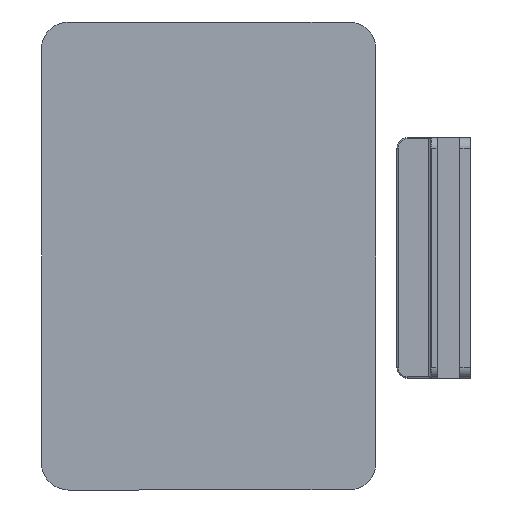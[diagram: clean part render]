
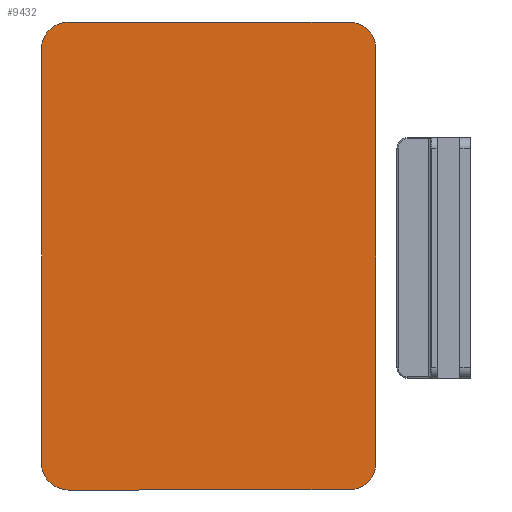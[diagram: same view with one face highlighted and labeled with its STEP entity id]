
A CAD part, left-side view. The second image highlights one B-rep face of the part: STEP entity #9432.
In plain terms, the highlighted face is planar.
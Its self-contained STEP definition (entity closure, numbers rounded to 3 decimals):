
#1082=FACE_OUTER_BOUND('',#1747,.T.);
#1747=EDGE_LOOP('',(#8390,#8391,#8392,#8393,#8394,#8395,#8396,#8397));
#2537=LINE('',#16092,#3362);
#2542=LINE('',#16106,#3367);
#2546=LINE('',#16118,#3371);
#2550=LINE('',#16130,#3375);
#3362=VECTOR('',#13303,10.);
#3367=VECTOR('',#13316,10.);
#3371=VECTOR('',#13328,10.);
#3375=VECTOR('',#13340,10.);
#3888=CIRCLE('',#10548,20.);
#3890=CIRCLE('',#10552,20.);
#3892=CIRCLE('',#10556,20.);
#3894=CIRCLE('',#10560,20.);
#4625=VERTEX_POINT('',#16090);
#4626=VERTEX_POINT('',#16091);
#4629=VERTEX_POINT('',#16099);
#4631=VERTEX_POINT('',#16105);
#4633=VERTEX_POINT('',#16111);
#4635=VERTEX_POINT('',#16117);
#4637=VERTEX_POINT('',#16123);
#4639=VERTEX_POINT('',#16129);
#5883=EDGE_CURVE('',#4625,#4626,#2537,.T.);
#5887=EDGE_CURVE('',#4629,#4626,#3888,.T.);
#5890=EDGE_CURVE('',#4629,#4631,#2542,.T.);
#5893=EDGE_CURVE('',#4633,#4631,#3890,.T.);
#5896=EDGE_CURVE('',#4633,#4635,#2546,.T.);
#5899=EDGE_CURVE('',#4637,#4635,#3892,.T.);
#5902=EDGE_CURVE('',#4637,#4639,#2550,.T.);
#5905=EDGE_CURVE('',#4625,#4639,#3894,.T.);
#8390=ORIENTED_EDGE('',*,*,#5905,.F.);
#8391=ORIENTED_EDGE('',*,*,#5883,.T.);
#8392=ORIENTED_EDGE('',*,*,#5887,.F.);
#8393=ORIENTED_EDGE('',*,*,#5890,.T.);
#8394=ORIENTED_EDGE('',*,*,#5893,.F.);
#8395=ORIENTED_EDGE('',*,*,#5896,.T.);
#8396=ORIENTED_EDGE('',*,*,#5899,.F.);
#8397=ORIENTED_EDGE('',*,*,#5902,.T.);
#8881=PLANE('',#10563);
#9432=ADVANCED_FACE('',(#1082),#8881,.F.);
#10548=AXIS2_PLACEMENT_3D('',#16100,#13309,#13310);
#10552=AXIS2_PLACEMENT_3D('',#16112,#13321,#13322);
#10556=AXIS2_PLACEMENT_3D('',#16124,#13333,#13334);
#10560=AXIS2_PLACEMENT_3D('',#16135,#13345,#13346);
#10563=AXIS2_PLACEMENT_3D('',#16138,#13351,#13352);
#13303=DIRECTION('',(-1.,0.,0.));
#13309=DIRECTION('center_axis',(0.,1.,0.));
#13310=DIRECTION('ref_axis',(-1.,0.,0.));
#13316=DIRECTION('',(0.,0.,-1.));
#13321=DIRECTION('center_axis',(0.,1.,0.));
#13322=DIRECTION('ref_axis',(0.,0.,-1.));
#13328=DIRECTION('',(1.,0.,0.));
#13333=DIRECTION('center_axis',(0.,1.,0.));
#13334=DIRECTION('ref_axis',(1.,0.,0.));
#13340=DIRECTION('',(0.,0.,1.));
#13345=DIRECTION('center_axis',(0.,1.,0.));
#13346=DIRECTION('ref_axis',(0.,0.,1.));
#13351=DIRECTION('center_axis',(0.,1.,0.));
#13352=DIRECTION('ref_axis',(1.,0.,0.));
#16090=CARTESIAN_POINT('',(-20.,0.,0.));
#16091=CARTESIAN_POINT('',(-230.,0.,0.));
#16092=CARTESIAN_POINT('',(-20.,0.,0.));
#16099=CARTESIAN_POINT('',(-250.,0.,-20.));
#16100=CARTESIAN_POINT('Origin',(-230.,0.,-20.));
#16105=CARTESIAN_POINT('',(-250.,0.,-330.));
#16106=CARTESIAN_POINT('',(-250.,0.,-20.));
#16111=CARTESIAN_POINT('',(-230.,0.,-350.));
#16112=CARTESIAN_POINT('Origin',(-230.,0.,-330.));
#16117=CARTESIAN_POINT('',(-20.,0.,-350.));
#16118=CARTESIAN_POINT('',(-230.,0.,-350.));
#16123=CARTESIAN_POINT('',(0.,0.,-330.));
#16124=CARTESIAN_POINT('Origin',(-20.,0.,-330.));
#16129=CARTESIAN_POINT('',(0.,0.,-20.));
#16130=CARTESIAN_POINT('',(0.,0.,-330.));
#16135=CARTESIAN_POINT('Origin',(-20.,0.,-20.));
#16138=CARTESIAN_POINT('Origin',(-125.,0.,-175.));
